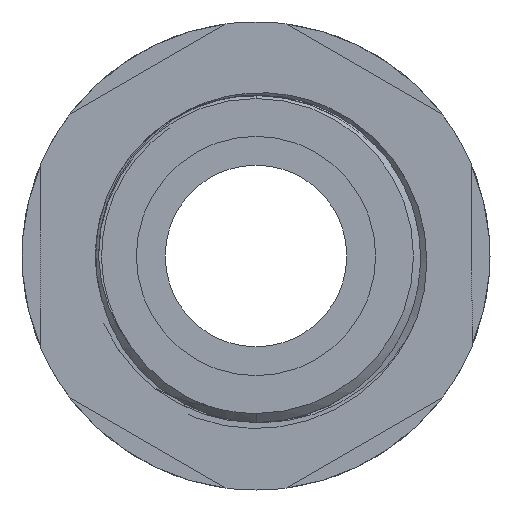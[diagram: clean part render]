
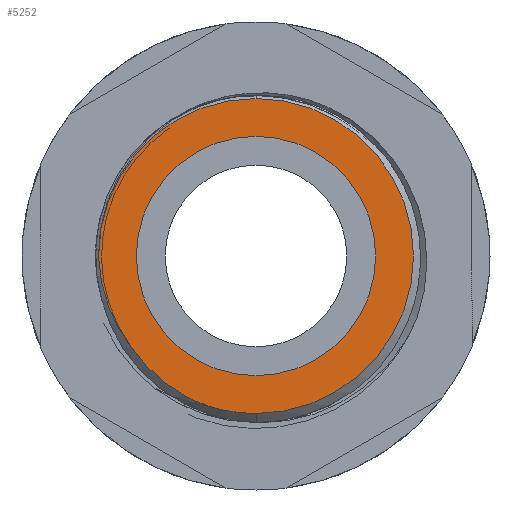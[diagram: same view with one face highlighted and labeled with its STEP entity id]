
A CAD part, front view. The second image highlights one B-rep face of the part: STEP entity #5252.
In plain terms, the highlighted planar face has unit normal (0, -1, 0).
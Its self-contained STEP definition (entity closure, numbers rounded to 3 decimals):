
#229 = VERTEX_POINT ( 'NONE', #12881 ) ;
#269 = CARTESIAN_POINT ( 'NONE',  ( -3.45, -8., -8.023 ) ) ;
#387 = CARTESIAN_POINT ( 'NONE',  ( 0., -8., 0. ) ) ;
#490 = B_SPLINE_CURVE_WITH_KNOTS ( 'NONE', 3,
 ( #10611, #11674, #5119, #12675, #6270, #13670, #7388, #749, #8473, #1847 ),
 .UNSPECIFIED., .F., .F.,
 ( 4, 2, 2, 2, 4 ),
 ( 0.012, 0.013, 0.015, 0.016, 0.017 ),
 .UNSPECIFIED. ) ;
#747 = DIRECTION ( 'NONE',  ( 0., 0., 1. ) ) ;
#749 = CARTESIAN_POINT ( 'NONE',  ( -7.454, -8., -4.331 ) ) ;
#892 = DIRECTION ( 'NONE',  ( 0., -1., 0. ) ) ;
#935 = CARTESIAN_POINT ( 'NONE',  ( 0., -8., 0. ) ) ;
#1006 = CIRCLE ( 'NONE', #7889, 8.75 ) ;
#1371 = CARTESIAN_POINT ( 'NONE',  ( -2.589, -8., -8.358 ) ) ;
#1378 = ORIENTED_EDGE ( 'NONE', *, *, #10008, .T. ) ;
#1487 = DIRECTION ( 'NONE',  ( 0., 1., 0. ) ) ;
#1523 = VERTEX_POINT ( 'NONE', #2210 ) ;
#1749 = VERTEX_POINT ( 'NONE', #11538 ) ;
#1847 = CARTESIAN_POINT ( 'NONE',  ( -6.916, -8., -5.078 ) ) ;
#1972 = AXIS2_PLACEMENT_3D ( 'NONE', #4638, #4587, #4547 ) ;
#2210 = CARTESIAN_POINT ( 'NONE',  ( -2.589, -8., -8.358 ) ) ;
#2424 = AXIS2_PLACEMENT_3D ( 'NONE', #3686, #11336, #4786 ) ;
#2822 = CARTESIAN_POINT ( 'NONE',  ( 0., -8., 0. ) ) ;
#3245 = EDGE_CURVE ( 'NONE', #1523, #229, #6911, .T. ) ;
#3314 = EDGE_CURVE ( 'NONE', #229, #11557, #1006, .T. ) ;
#3548 = CARTESIAN_POINT ( 'NONE',  ( -6.916, -8., -5.078 ) ) ;
#3686 = CARTESIAN_POINT ( 'NONE',  ( 0., -8., 0. ) ) ;
#3925 = CARTESIAN_POINT ( 'NONE',  ( -8.75, -8., -0.019 ) ) ;
#3928 = DIRECTION ( 'NONE',  ( 0., 0., -1. ) ) ;
#4547 = DIRECTION ( 'NONE',  ( 0., 0., 1. ) ) ;
#4587 = DIRECTION ( 'NONE',  ( 0., -1., 0. ) ) ;
#4638 = CARTESIAN_POINT ( 'NONE',  ( 0., -8., 0. ) ) ;
#4654 = CARTESIAN_POINT ( 'NONE',  ( -6.362, -8., -5.817 ) ) ;
#4786 = DIRECTION ( 'NONE',  ( 0., 0., -1. ) ) ;
#5119 = CARTESIAN_POINT ( 'NONE',  ( -8.686, -8., -0.924 ) ) ;
#5142 = ORIENTED_EDGE ( 'NONE', *, *, #13436, .T. ) ;
#5226 = CARTESIAN_POINT ( 'NONE',  ( 0., -8., -6.65 ) ) ;
#5252 = ADVANCED_FACE ( 'NONE', ( #9890, #6640 ), #10266, .F. ) ;
#5366 = CARTESIAN_POINT ( 'NONE',  ( 0., -8., 0. ) ) ;
#5771 = CARTESIAN_POINT ( 'NONE',  ( -5.375, -8., -6.792 ) ) ;
#6270 = CARTESIAN_POINT ( 'NONE',  ( -8.392, -8., -2.266 ) ) ;
#6426 = CIRCLE ( 'NONE', #9921, 8.75 ) ;
#6449 = B_SPLINE_CURVE_WITH_KNOTS ( 'NONE', 3,
 ( #3548, #8767, #4654, #12229, #5771, #13243, #6904, #269, #7994, #1371 ),
 .UNSPECIFIED., .F., .F.,
 ( 4, 2, 2, 2, 4 ),
 ( 0., 0.001, 0.003, 0.004, 0.006 ),
 .UNSPECIFIED. ) ;
#6508 = DIRECTION ( 'NONE',  ( 0., 0., 1. ) ) ;
#6547 = VERTEX_POINT ( 'NONE', #6663 ) ;
#6640 = FACE_OUTER_BOUND ( 'NONE', #6722, .T. ) ;
#6663 = CARTESIAN_POINT ( 'NONE',  ( -6.916, -8., -5.078 ) ) ;
#6722 = EDGE_LOOP ( 'NONE', ( #8268, #12097, #5142, #12906, #1378 ) ) ;
#6904 = CARTESIAN_POINT ( 'NONE',  ( -4.26, -8., -7.59 ) ) ;
#6911 = CIRCLE ( 'NONE', #1972, 8.75 ) ;
#7388 = CARTESIAN_POINT ( 'NONE',  ( -7.894, -8., -3.535 ) ) ;
#7889 = AXIS2_PLACEMENT_3D ( 'NONE', #935, #892, #747 ) ;
#7930 = VERTEX_POINT ( 'NONE', #5226 ) ;
#7994 = CARTESIAN_POINT ( 'NONE',  ( -3.023, -8., -8.209 ) ) ;
#8185 = ORIENTED_EDGE ( 'NONE', *, *, #8882, .F. ) ;
#8268 = ORIENTED_EDGE ( 'NONE', *, *, #3245, .T. ) ;
#8473 = CARTESIAN_POINT ( 'NONE',  ( -7.2, -8., -4.716 ) ) ;
#8767 = CARTESIAN_POINT ( 'NONE',  ( -6.653, -8., -5.46 ) ) ;
#8882 = EDGE_CURVE ( 'NONE', #1749, #7930, #9995, .T. ) ;
#9227 = DIRECTION ( 'NONE',  ( 0., 0., 1. ) ) ;
#9890 = FACE_BOUND ( 'NONE', #12657, .T. ) ;
#9921 = AXIS2_PLACEMENT_3D ( 'NONE', #5366, #12882, #6508 ) ;
#9995 = CIRCLE ( 'NONE', #2424, 6.65 ) ;
#10008 = EDGE_CURVE ( 'NONE', #6547, #1523, #6449, .T. ) ;
#10266 = PLANE ( 'NONE',  #11746 ) ;
#10526 = DIRECTION ( 'NONE',  ( 0., -1., 0. ) ) ;
#10611 = CARTESIAN_POINT ( 'NONE',  ( -8.75, -8., -0.019 ) ) ;
#10701 = VERTEX_POINT ( 'NONE', #3925 ) ;
#11336 = DIRECTION ( 'NONE',  ( 0., -1., 0. ) ) ;
#11404 = ORIENTED_EDGE ( 'NONE', *, *, #12514, .F. ) ;
#11538 = CARTESIAN_POINT ( 'NONE',  ( 0., -8., 6.65 ) ) ;
#11557 = VERTEX_POINT ( 'NONE', #12161 ) ;
#11674 = CARTESIAN_POINT ( 'NONE',  ( -8.736, -8., -0.473 ) ) ;
#11746 = AXIS2_PLACEMENT_3D ( 'NONE', #387, #1487, #9227 ) ;
#12087 = AXIS2_PLACEMENT_3D ( 'NONE', #2822, #10526, #3928 ) ;
#12097 = ORIENTED_EDGE ( 'NONE', *, *, #3314, .T. ) ;
#12161 = CARTESIAN_POINT ( 'NONE',  ( 0., -8., 8.75 ) ) ;
#12229 = CARTESIAN_POINT ( 'NONE',  ( -5.723, -8., -6.483 ) ) ;
#12514 = EDGE_CURVE ( 'NONE', #7930, #1749, #12686, .T. ) ;
#12657 = EDGE_LOOP ( 'NONE', ( #11404, #8185 ) ) ;
#12675 = CARTESIAN_POINT ( 'NONE',  ( -8.515, -8., -1.819 ) ) ;
#12686 = CIRCLE ( 'NONE', #12087, 6.65 ) ;
#12881 = CARTESIAN_POINT ( 'NONE',  ( 0., -8., -8.75 ) ) ;
#12882 = DIRECTION ( 'NONE',  ( 0., -1., 0. ) ) ;
#12906 = ORIENTED_EDGE ( 'NONE', *, *, #13285, .T. ) ;
#13243 = CARTESIAN_POINT ( 'NONE',  ( -4.645, -8., -7.344 ) ) ;
#13285 = EDGE_CURVE ( 'NONE', #10701, #6547, #490, .T. ) ;
#13436 = EDGE_CURVE ( 'NONE', #11557, #10701, #6426, .T. ) ;
#13670 = CARTESIAN_POINT ( 'NONE',  ( -8.082, -8., -3.122 ) ) ;
